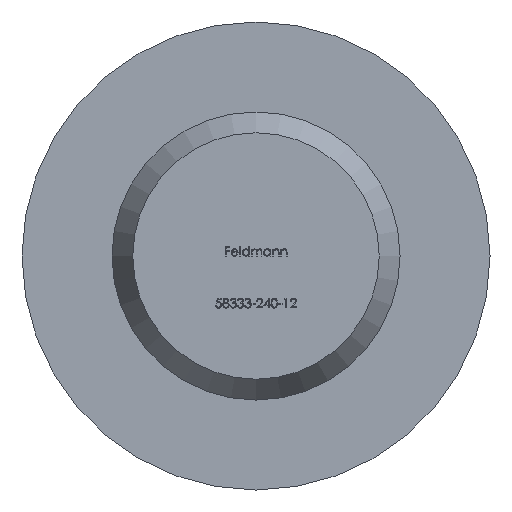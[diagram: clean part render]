
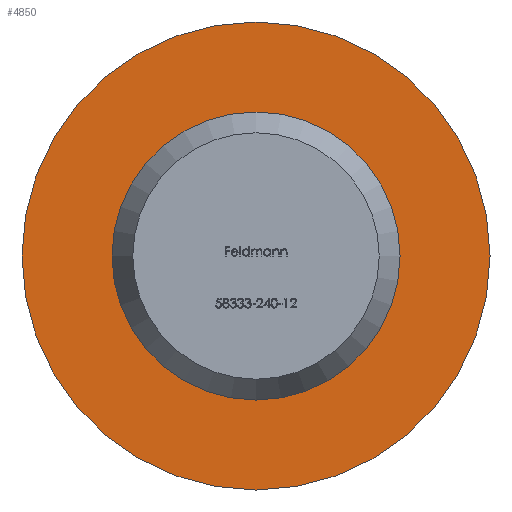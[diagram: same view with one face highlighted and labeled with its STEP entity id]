
A CAD part, front view. The second image highlights one B-rep face of the part: STEP entity #4850.
In plain terms, the highlighted planar face has unit normal (0, -1, 0).
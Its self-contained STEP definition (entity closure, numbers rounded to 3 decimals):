
#1320 = FACE_OUTER_BOUND ( 'NONE', #5089, .T. ) ;
#1986 = CARTESIAN_POINT ( 'NONE',  ( 0., 0., 0. ) ) ;
#2438 = CARTESIAN_POINT ( 'NONE',  ( 0., 0., 4. ) ) ;
#2877 = AXIS2_PLACEMENT_3D ( 'NONE', #1986, #13154, #7077 ) ;
#2912 = FACE_BOUND ( 'NONE', #5683, .T. ) ;
#3278 = DIRECTION ( 'NONE',  ( 0., 1., 0. ) ) ;
#3502 = AXIS2_PLACEMENT_3D ( 'NONE', #5798, #12306, #14826 ) ;
#3590 = CIRCLE ( 'NONE', #2877, 4. ) ;
#4344 = ORIENTED_EDGE ( 'NONE', *, *, #12879, .F. ) ;
#4850 = ADVANCED_FACE ( 'NONE', ( #2912, #1320 ), #15767, .F. ) ;
#5089 = EDGE_LOOP ( 'NONE', ( #4344 ) ) ;
#5534 = VERTEX_POINT ( 'NONE', #13758 ) ;
#5683 = EDGE_LOOP ( 'NONE', ( #9411 ) ) ;
#5798 = CARTESIAN_POINT ( 'NONE',  ( 0., 0., 0. ) ) ;
#6559 = AXIS2_PLACEMENT_3D ( 'NONE', #15879, #3278, #14542 ) ;
#7077 = DIRECTION ( 'NONE',  ( 0., 0., 1. ) ) ;
#8890 = VERTEX_POINT ( 'NONE', #2438 ) ;
#9411 = ORIENTED_EDGE ( 'NONE', *, *, #10126, .F. ) ;
#10126 = EDGE_CURVE ( 'NONE', #8890, #8890, #3590, .T. ) ;
#12306 = DIRECTION ( 'NONE',  ( 0., 1., 0. ) ) ;
#12879 = EDGE_CURVE ( 'NONE', #5534, #5534, #13260, .T. ) ;
#13154 = DIRECTION ( 'NONE',  ( 0., -1., 0. ) ) ;
#13260 = CIRCLE ( 'NONE', #3502, 6.5 ) ;
#13758 = CARTESIAN_POINT ( 'NONE',  ( 0., 0., 6.5 ) ) ;
#14542 = DIRECTION ( 'NONE',  ( 0., 0., 1. ) ) ;
#14826 = DIRECTION ( 'NONE',  ( 0., 0., 1. ) ) ;
#15767 = PLANE ( 'NONE',  #6559 ) ;
#15879 = CARTESIAN_POINT ( 'NONE',  ( 0., 0., 0. ) ) ;
